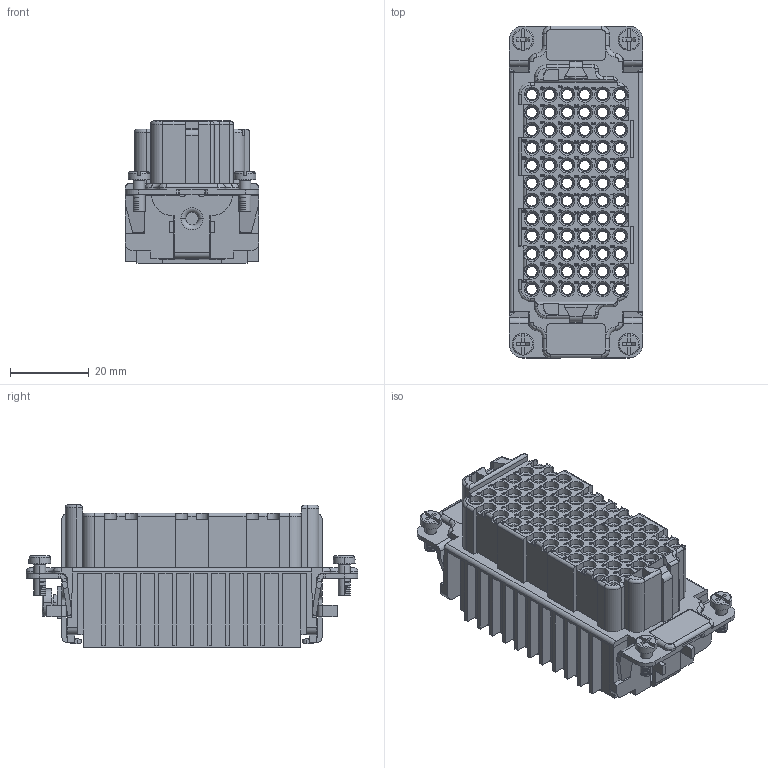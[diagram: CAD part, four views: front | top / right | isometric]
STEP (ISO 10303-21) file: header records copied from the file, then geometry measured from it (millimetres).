
FILE_DESCRIPTION((''),'2;1');
FILE_NAME('BOTTOM72','2017-08-23T',('tl.yang'),(''),'PRO/ENGINEER BY PARAMETRIC TECHNOLOGY CORPORATION, 2011500','PRO/ENGINEER BY PARAMETRIC TECHNOLOGY CORPORATION, 2011500','');
FILE_SCHEMA(('CONFIG_CONTROL_DESIGN'));
Products named in the file (1): BOTTOM72
Bounding box: 34 x 84.5 x 36.2 mm (x, y, z)
Volume: 44937.7 mm3; surface area: 41305.9 mm2
Topology: 1 solids, 2 shells, 10910 faces, 31210 edges, 20742 vertices
Faces by surface type: plane 10073, cylinder 633, cone 146, torus 30, bspline 28
Entity records: 351173 total; most frequent: CARTESIAN_POINT 64623, ORIENTED_EDGE 62420, DIRECTION 54159, EDGE_CURVE 31210, VECTOR 29651, LINE 29651, VERTEX_POINT 20742, AXIS2_PLACEMENT_3D 12254
